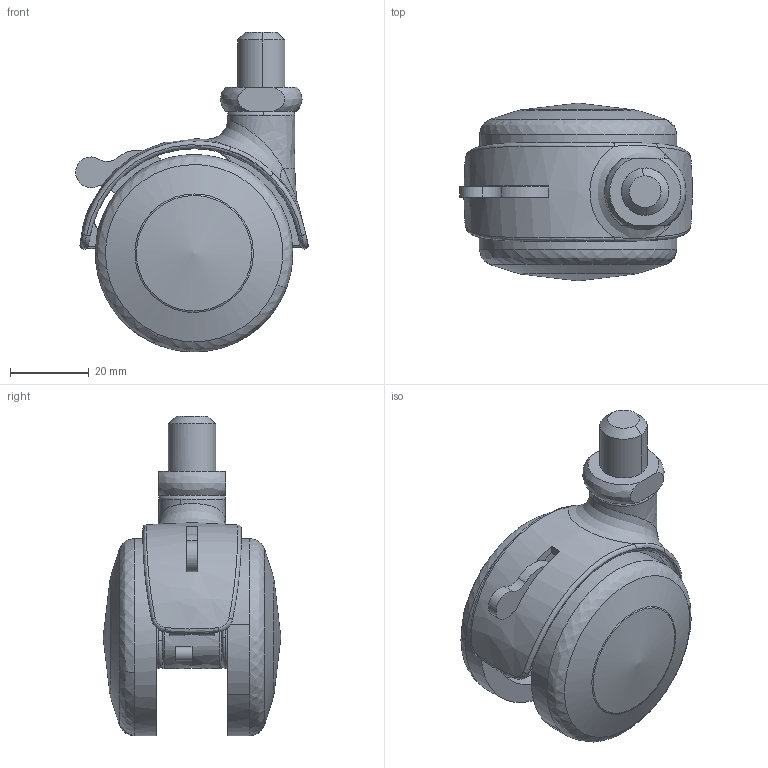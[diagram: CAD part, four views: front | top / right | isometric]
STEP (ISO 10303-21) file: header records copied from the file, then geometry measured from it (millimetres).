
FILE_DESCRIPTION((''),'2;1');
FILE_NAME('','2005-12-16T11:28:53',(''),(''),'','CADfix','');
FILE_SCHEMA(('AUTOMOTIVE_DESIGN'));
Length unit declared in the file: millimetre
Products named in the file (5): wheel; main shaft; lever; body; MY6N12S_14941_36
Assembly tree (5 placements, depth 2):
  MY6N12S_14941_36
    wheel  x2
    main shaft
    lever
    body
Bounding box: 58.91 x 45 x 81 mm (x, y, z)
Volume: 56669.4 mm3; surface area: 28140.9 mm2
Topology: 6 solids, 6 shells, 212 faces, 617 edges, 433 vertices
Faces by surface type: bspline 212
Entity records: 11681 total; most frequent: CARTESIAN_POINT 8548, ORIENTED_EDGE 1102, EDGE_CURVE 551, VERTEX_POINT 381, EDGE_LOOP 218, FACE_OUTER_BOUND 193, ADVANCED_FACE 193, QUASI_UNIFORM_CURVE 173
